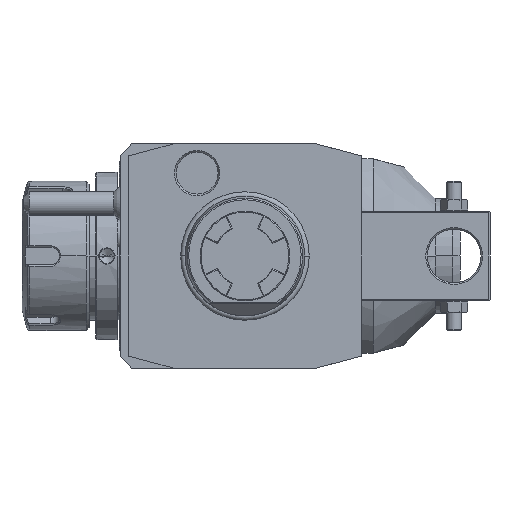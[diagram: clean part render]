
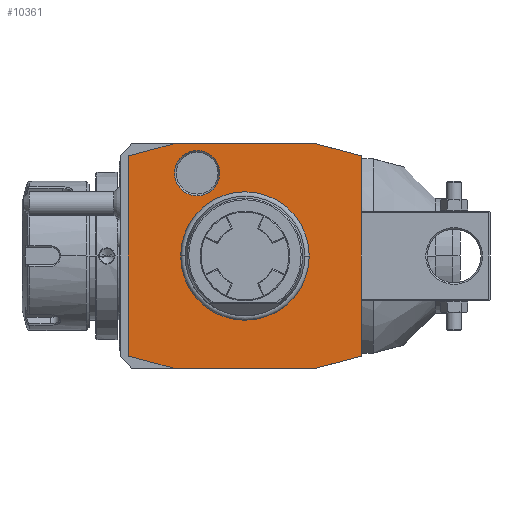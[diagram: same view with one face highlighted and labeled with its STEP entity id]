
A CAD part, front view. The second image highlights one B-rep face of the part: STEP entity #10361.
In plain terms, the highlighted planar face has unit normal (0, -1, 0).
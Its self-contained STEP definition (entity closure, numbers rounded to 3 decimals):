
#1=DIRECTION('',(-0.966,0.,0.259));
#2=VECTOR('',#1,15.529);
#3=CARTESIAN_POINT('',(39.,0.,33.481));
#4=LINE('',#3,#2);
#5=DIRECTION('',(0.,0.,1.));
#6=VECTOR('',#5,66.962);
#7=CARTESIAN_POINT('',(39.,0.,-33.481));
#8=LINE('',#7,#6);
#9=DIRECTION('',(0.966,0.,0.259));
#10=VECTOR('',#9,15.529);
#11=CARTESIAN_POINT('',(24.,0.,-37.5));
#12=LINE('',#11,#10);
#13=DIRECTION('',(1.,0.,0.));
#14=VECTOR('',#13,48.);
#15=CARTESIAN_POINT('',(-24.,0.,-37.5));
#16=LINE('',#15,#14);
#17=DIRECTION('',(0.966,0.,-0.259));
#18=VECTOR('',#17,15.529);
#19=CARTESIAN_POINT('',(-39.,0.,-33.481));
#20=LINE('',#19,#18);
#21=DIRECTION('',(0.,0.,-1.));
#22=VECTOR('',#21,66.962);
#23=CARTESIAN_POINT('',(-39.,0.,33.481));
#24=LINE('',#23,#22);
#25=DIRECTION('',(-0.966,0.,-0.259));
#26=VECTOR('',#25,15.529);
#27=CARTESIAN_POINT('',(-24.,0.,37.5));
#28=LINE('',#27,#26);
#29=DIRECTION('',(-1.,0.,0.));
#30=VECTOR('',#29,48.);
#31=CARTESIAN_POINT('',(24.,0.,37.5));
#32=LINE('',#31,#30);
#33=CARTESIAN_POINT('',(-16.,0.,27.713));
#34=DIRECTION('',(0.,1.,0.));
#35=DIRECTION('',(1.,0.,0.));
#36=AXIS2_PLACEMENT_3D('',#33,#34,#35);
#38=CARTESIAN_POINT('',(-16.,0.,27.713));
#39=DIRECTION('',(0.,1.,0.));
#40=DIRECTION('',(-1.,0.,0.));
#41=AXIS2_PLACEMENT_3D('',#38,#39,#40);
#7242=CARTESIAN_POINT('',(0.,0.,0.));
#7243=DIRECTION('',(0.,1.,0.));
#7244=DIRECTION('',(-1.,0.,0.));
#7245=AXIS2_PLACEMENT_3D('',#7242,#7243,#7244);
#7247=CARTESIAN_POINT('',(0.,0.,0.));
#7248=DIRECTION('',(0.,1.,0.));
#7249=DIRECTION('',(1.,0.,0.));
#7250=AXIS2_PLACEMENT_3D('',#7247,#7248,#7249);
#9257=CARTESIAN_POINT('',(-8.423,0.,27.713));
#9258=CARTESIAN_POINT('',(-23.577,0.,27.713));
#9259=VERTEX_POINT('',#9257);
#9260=VERTEX_POINT('',#9258);
#10099=CARTESIAN_POINT('',(39.,0.,33.481));
#10100=CARTESIAN_POINT('',(24.,0.,37.5));
#10101=VERTEX_POINT('',#10099);
#10102=VERTEX_POINT('',#10100);
#10103=CARTESIAN_POINT('',(-24.,0.,37.5));
#10104=VERTEX_POINT('',#10103);
#10105=CARTESIAN_POINT('',(-39.,0.,33.481));
#10106=VERTEX_POINT('',#10105);
#10107=CARTESIAN_POINT('',(-39.,0.,-33.481));
#10108=VERTEX_POINT('',#10107);
#10109=CARTESIAN_POINT('',(-24.,0.,-37.5));
#10110=VERTEX_POINT('',#10109);
#10111=CARTESIAN_POINT('',(24.,0.,-37.5));
#10112=VERTEX_POINT('',#10111);
#10113=CARTESIAN_POINT('',(39.,0.,-33.481));
#10114=VERTEX_POINT('',#10113);
#10194=CARTESIAN_POINT('',(-21.137,0.,0.));
#10195=CARTESIAN_POINT('',(21.137,0.,0.));
#10196=VERTEX_POINT('',#10194);
#10197=VERTEX_POINT('',#10195);
#10326=CARTESIAN_POINT('',(0.,0.,0.));
#10327=DIRECTION('',(0.,-1.,0.));
#10328=DIRECTION('',(-1.,0.,0.));
#10329=AXIS2_PLACEMENT_3D('',#10326,#10327,#10328);
#10330=PLANE('',#10329);
#10332=ORIENTED_EDGE('',*,*,#10331,.F.);
#10334=ORIENTED_EDGE('',*,*,#10333,.F.);
#10336=ORIENTED_EDGE('',*,*,#10335,.F.);
#10338=ORIENTED_EDGE('',*,*,#10337,.F.);
#10340=ORIENTED_EDGE('',*,*,#10339,.F.);
#10342=ORIENTED_EDGE('',*,*,#10341,.F.);
#10344=ORIENTED_EDGE('',*,*,#10343,.F.);
#10346=ORIENTED_EDGE('',*,*,#10345,.F.);
#10347=EDGE_LOOP('',(#10332,#10334,#10336,#10338,#10340,#10342,#10344,#10346));
#10348=FACE_OUTER_BOUND('',#10347,.F.);
#10350=ORIENTED_EDGE('',*,*,#10349,.F.);
#10352=ORIENTED_EDGE('',*,*,#10351,.F.);
#10353=EDGE_LOOP('',(#10350,#10352));
#10354=FACE_BOUND('',#10353,.F.);
#10356=ORIENTED_EDGE('',*,*,#10355,.F.);
#10358=ORIENTED_EDGE('',*,*,#10357,.F.);
#10359=EDGE_LOOP('',(#10356,#10358));
#10360=FACE_BOUND('',#10359,.F.);
#37=CIRCLE('',#36,7.577);
#42=CIRCLE('',#41,7.577);
#7246=CIRCLE('',#7245,21.137);
#7251=CIRCLE('',#7250,21.137);
#10331=EDGE_CURVE('',#10101,#10102,#4,.T.);
#10333=EDGE_CURVE('',#10114,#10101,#8,.T.);
#10335=EDGE_CURVE('',#10112,#10114,#12,.T.);
#10337=EDGE_CURVE('',#10110,#10112,#16,.T.);
#10339=EDGE_CURVE('',#10108,#10110,#20,.T.);
#10341=EDGE_CURVE('',#10106,#10108,#24,.T.);
#10343=EDGE_CURVE('',#10104,#10106,#28,.T.);
#10345=EDGE_CURVE('',#10102,#10104,#32,.T.);
#10349=EDGE_CURVE('',#10196,#10197,#7246,.T.);
#10351=EDGE_CURVE('',#10197,#10196,#7251,.T.);
#10355=EDGE_CURVE('',#9259,#9260,#37,.T.);
#10357=EDGE_CURVE('',#9260,#9259,#42,.T.);
#10361=ADVANCED_FACE('',(#10348,#10354,#10360),#10330,.T.);
